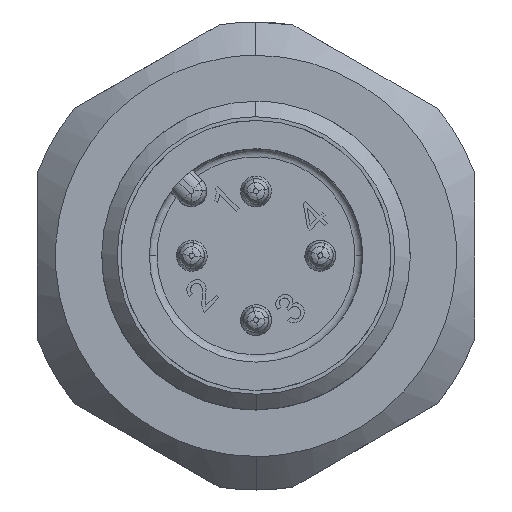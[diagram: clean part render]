
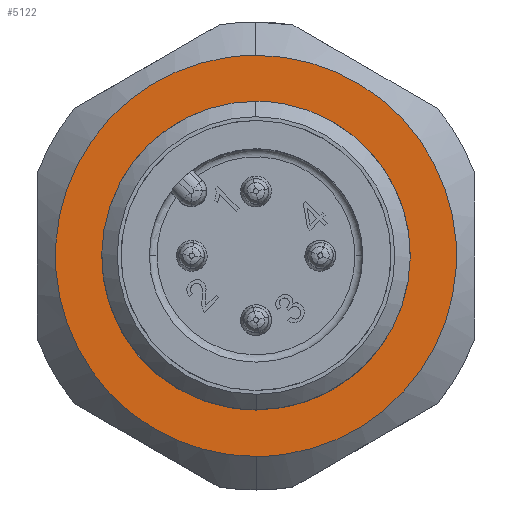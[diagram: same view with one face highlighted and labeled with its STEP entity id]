
A CAD part, top view. The second image highlights one B-rep face of the part: STEP entity #5122.
In plain terms, the highlighted planar face has unit normal (0, 0, 1).
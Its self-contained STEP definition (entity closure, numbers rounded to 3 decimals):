
#5082=AXIS2_PLACEMENT_3D('Plane Axis2P3D',#5079,#5080,#5081) ;
#5090=AXIS2_PLACEMENT_3D('Circle Axis2P3D',#5088,#5089,$) ;
#5099=AXIS2_PLACEMENT_3D('Circle Axis2P3D',#5097,#5098,$) ;
#5106=AXIS2_PLACEMENT_3D('Circle Axis2P3D',#5104,#5105,$) ;
#5113=AXIS2_PLACEMENT_3D('Circle Axis2P3D',#5111,#5112,$) ;
#5004=CARTESIAN_POINT('Vertex',(8.506,1.3,15.5)) ;
#5008=CARTESIAN_POINT('Control Point',(8.506,1.3,15.5)) ;
#5009=CARTESIAN_POINT('Control Point',(7.281,1.299,15.5)) ;
#5010=CARTESIAN_POINT('Control Point',(6.055,1.539,15.5)) ;
#5011=CARTESIAN_POINT('Control Point',(4.893,2.019,15.5)) ;
#5012=CARTESIAN_POINT('Control Point',(2.819,3.41,15.5)) ;
#5013=CARTESIAN_POINT('Control Point',(1.425,5.482,15.5)) ;
#5014=CARTESIAN_POINT('Control Point',(0.942,6.644,15.5)) ;
#5015=CARTESIAN_POINT('Control Point',(0.459,9.094,15.5)) ;
#5016=CARTESIAN_POINT('Control Point',(0.939,11.545,15.5)) ;
#5017=CARTESIAN_POINT('Control Point',(1.419,12.707,15.5)) ;
#5018=CARTESIAN_POINT('Control Point',(2.81,14.781,15.5)) ;
#5019=CARTESIAN_POINT('Control Point',(4.882,16.175,15.5)) ;
#5020=CARTESIAN_POINT('Control Point',(6.044,16.658,15.5)) ;
#5021=CARTESIAN_POINT('Control Point',(7.269,16.899,15.5)) ;
#5022=CARTESIAN_POINT('Control Point',(8.494,16.9,15.5)) ;
#5023=CARTESIAN_POINT('Vertex',(8.494,16.9,15.5)) ;
#5050=CARTESIAN_POINT('Control Point',(8.494,16.9,15.5)) ;
#5051=CARTESIAN_POINT('Control Point',(9.719,16.901,15.5)) ;
#5052=CARTESIAN_POINT('Control Point',(10.945,16.661,15.5)) ;
#5053=CARTESIAN_POINT('Control Point',(12.107,16.181,15.5)) ;
#5054=CARTESIAN_POINT('Control Point',(14.181,14.79,15.5)) ;
#5055=CARTESIAN_POINT('Control Point',(15.575,12.718,15.5)) ;
#5056=CARTESIAN_POINT('Control Point',(16.058,11.556,15.5)) ;
#5057=CARTESIAN_POINT('Control Point',(16.541,9.106,15.5)) ;
#5058=CARTESIAN_POINT('Control Point',(16.061,6.655,15.5)) ;
#5059=CARTESIAN_POINT('Control Point',(15.581,5.493,15.5)) ;
#5060=CARTESIAN_POINT('Control Point',(14.19,3.419,15.5)) ;
#5061=CARTESIAN_POINT('Control Point',(12.118,2.025,15.5)) ;
#5062=CARTESIAN_POINT('Control Point',(10.956,1.542,15.5)) ;
#5063=CARTESIAN_POINT('Control Point',(9.731,1.301,15.5)) ;
#5064=CARTESIAN_POINT('Control Point',(8.506,1.3,15.5)) ;
#5079=CARTESIAN_POINT('Axis2P3D Location',(8.496,14.862,15.5)) ;
#5088=CARTESIAN_POINT('Axis2P3D Location',(8.5,9.1,15.5)) ;
#5092=CARTESIAN_POINT('Vertex',(14.025,9.104,15.5)) ;
#5094=CARTESIAN_POINT('Vertex',(8.496,14.625,15.5)) ;
#5097=CARTESIAN_POINT('Axis2P3D Location',(8.5,9.1,15.5)) ;
#5101=CARTESIAN_POINT('Vertex',(8.504,3.575,15.5)) ;
#5104=CARTESIAN_POINT('Axis2P3D Location',(8.5,9.1,15.5)) ;
#5108=CARTESIAN_POINT('Vertex',(2.975,9.096,15.5)) ;
#5111=CARTESIAN_POINT('Axis2P3D Location',(8.5,9.1,15.5)) ;
#5080=DIRECTION('Axis2P3D Direction',(0.,0.,1.)) ;
#5081=DIRECTION('Axis2P3D XDirection',(1.,0.001,0.)) ;
#5089=DIRECTION('Axis2P3D Direction',(0.,0.,1.)) ;
#5098=DIRECTION('Axis2P3D Direction',(0.,0.,1.)) ;
#5105=DIRECTION('Axis2P3D Direction',(0.,0.,1.)) ;
#5112=DIRECTION('Axis2P3D Direction',(0.,0.,1.)) ;
#5085=ORIENTED_EDGE('',*,*,#5065,.T.) ;
#5086=ORIENTED_EDGE('',*,*,#5025,.T.) ;
#5117=ORIENTED_EDGE('',*,*,#5096,.F.) ;
#5118=ORIENTED_EDGE('',*,*,#5103,.F.) ;
#5119=ORIENTED_EDGE('',*,*,#5110,.F.) ;
#5120=ORIENTED_EDGE('',*,*,#5115,.F.) ;
#5121=FACE_BOUND('',#5116,.T.) ;
#5122=ADVANCED_FACE('Hauptkoerper',(#5087,#5121),#5083,.T.) ;
#5007=B_SPLINE_CURVE_WITH_KNOTS('',5,(#5008,#5009,#5010,#5011,#5012,#5013,#5014,#5015,#5016,#5017,#5018,#5019,#5020,#5021,#5022),.UNSPECIFIED.,.F.,.U.,(6,3,3,3,6),(-157.08,-78.54,0.,78.54,157.08),.UNSPECIFIED.) ;
#5049=B_SPLINE_CURVE_WITH_KNOTS('',5,(#5050,#5051,#5052,#5053,#5054,#5055,#5056,#5057,#5058,#5059,#5060,#5061,#5062,#5063,#5064),.UNSPECIFIED.,.F.,.U.,(6,3,3,3,6),(-157.08,-78.54,0.,78.54,157.08),.UNSPECIFIED.) ;
#5091=CIRCLE('generated circle',#5090,5.525) ;
#5100=CIRCLE('generated circle',#5099,5.525) ;
#5107=CIRCLE('generated circle',#5106,5.525) ;
#5114=CIRCLE('generated circle',#5113,5.525) ;
#5025=EDGE_CURVE('',#5024,#5005,#5007,.F.) ;
#5065=EDGE_CURVE('',#5005,#5024,#5049,.F.) ;
#5096=EDGE_CURVE('',#5093,#5095,#5091,.T.) ;
#5103=EDGE_CURVE('',#5102,#5093,#5100,.T.) ;
#5110=EDGE_CURVE('',#5109,#5102,#5107,.T.) ;
#5115=EDGE_CURVE('',#5095,#5109,#5114,.T.) ;
#5084=EDGE_LOOP('',(#5085,#5086)) ;
#5116=EDGE_LOOP('',(#5117,#5118,#5119,#5120)) ;
#5087=FACE_OUTER_BOUND('',#5084,.T.) ;
#5083=PLANE('',#5082) ;
#5005=VERTEX_POINT('',#5004) ;
#5024=VERTEX_POINT('',#5023) ;
#5093=VERTEX_POINT('',#5092) ;
#5095=VERTEX_POINT('',#5094) ;
#5102=VERTEX_POINT('',#5101) ;
#5109=VERTEX_POINT('',#5108) ;
